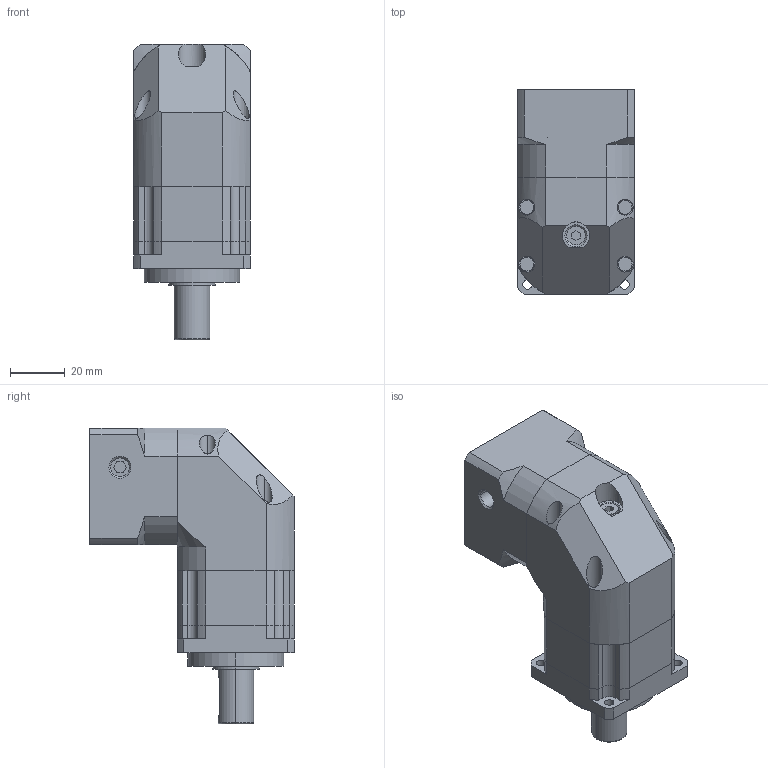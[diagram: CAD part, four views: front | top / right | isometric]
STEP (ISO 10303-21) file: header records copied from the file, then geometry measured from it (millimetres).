
FILE_DESCRIPTION (( 'STEP AP203' ), '1' );
FILE_NAME ('RVB42-L1-(A)-S2-P1-(8-25-30-M4-46).STEP', '2020-03-21T09:23:26', ( '微软用户' ), ( '微软中国' ), 'SwSTEP 2.0', 'SolidWorks 2014', '' );
FILE_SCHEMA (( 'CONFIG_CONTROL_DESIGN' ));
Length unit declared in the file: millimetre
Products named in the file (5): HVB42-怀堤傷-13粣; HVB42-齿圈; RVB42-蛌褒眊极; HVB42-输入法兰-8-25-30-M4-46; RVB42-L1-(A)-S2-P1-(8-25-30-M4-46)
Assembly tree (4 placements, depth 2):
  RVB42-L1-(A)-S2-P1-(8-25-30-M4-46)
    HVB42-怀堤傷-13粣
    HVB42-齿圈
    RVB42-蛌褒眊极
    HVB42-输入法兰-8-25-30-M4-46
Bounding box: 42.6 x 74.6 x 108 mm (x, y, z)
Volume: 144506.3 mm3; surface area: 43759.7 mm2
Topology: 4 solids, 4 shells, 368 faces, 895 edges, 578 vertices
Faces by surface type: cylinder 166, plane 159, cone 41, torus 2
Entity records: 11728 total; most frequent: CARTESIAN_POINT 2353, DIRECTION 1935, ORIENTED_EDGE 1770, EDGE_CURVE 885, AXIS2_PLACEMENT_3D 724, VERTEX_POINT 578, LINE 487, VECTOR 487
